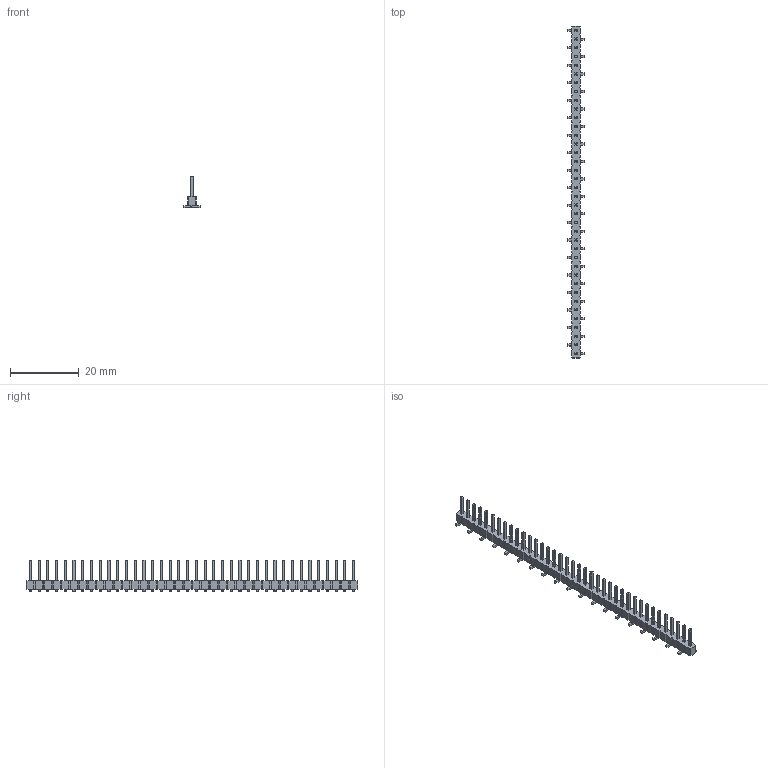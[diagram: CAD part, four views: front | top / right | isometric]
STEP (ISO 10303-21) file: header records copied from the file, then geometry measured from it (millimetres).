
FILE_DESCRIPTION(/* description */ ('model of PinHeader_1x38_P2.54mm_Vertical_SMD_Pin1Left'),/* implementation_level */ '2;1');
FILE_NAME(/* name */ 'PinHeader_1x38_P2.54mm_Vertical_SMD_Pin1Left.step',/* time_stamp */ '2018-01-24T12:49:01',/* author */ ('kicad StepUp','ksu'),/* organization */ ('FreeCAD'),/* preprocessor_version */ 'OCC',/* originating_system */ 'kicad StepUp',/* authorisation */ '');
FILE_SCHEMA(('AUTOMOTIVE_DESIGN { 1 0 10303 214 1 1 1 1 }'));
Length unit declared in the file: millimetre
Products named in the file (2): PinHeader_1x38_P254mm_Vertical_SMD_Pin1Left; Shape0_952610795009
Bounding box: 5 x 96.52 x 9.3 mm (x, y, z)
Volume: 784.7 mm3; surface area: 2134.9 mm2
Topology: 39 solids, 39 shells, 878 faces, 2096 edges, 1296 vertices
Faces by surface type: plane 840, cylinder 38
Entity records: 15878 total; most frequent: ORIENTED_EDGE 3240, CARTESIAN_POINT 2477, EDGE_CURVE 2096, LINE 2020, VERTEX_POINT 1296, AXIS2_PLACEMENT_3D 936, ADVANCED_FACE 878, FACE_BOUND 878
